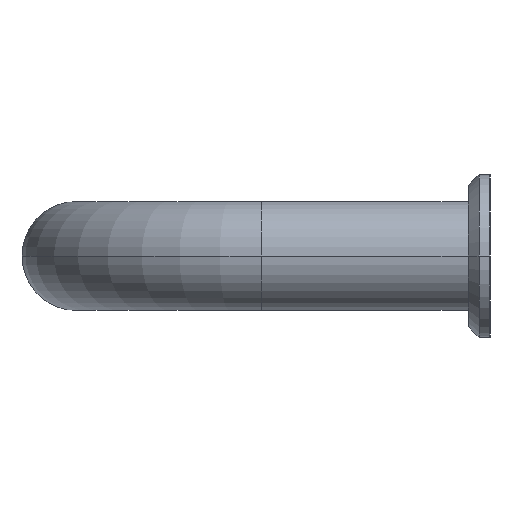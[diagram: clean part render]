
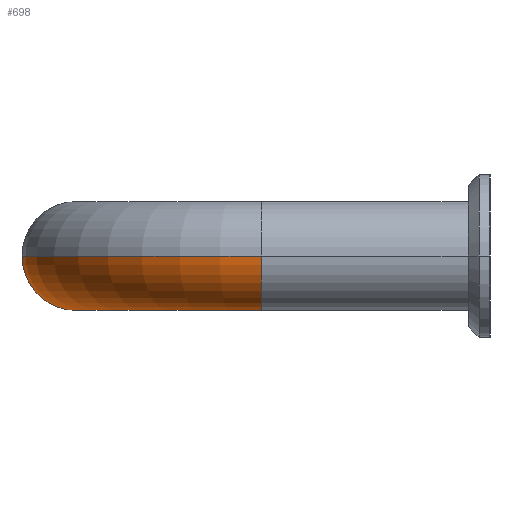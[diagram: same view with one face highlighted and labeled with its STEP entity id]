
A CAD part, left-side view. The second image highlights one B-rep face of the part: STEP entity #698.
In plain terms, the highlighted toroidal (fillet/blend) face has major radius 17 mm and minor radius 5 mm.
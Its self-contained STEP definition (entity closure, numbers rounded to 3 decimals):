
#288=EDGE_CURVE('',#414,#452,#794,.T.);
#370=VERTEX_POINT('',#882);
#374=EDGE_CURVE('',#618,#470,#886,.T.);
#414=VERTEX_POINT('',#929);
#426=EDGE_CURVE('',#370,#470,#941,.T.);
#434=EDGE_CURVE('',#452,#370,#949,.T.);
#452=VERTEX_POINT('',#968);
#468=EDGE_CURVE('',#618,#414,#986,.T.);
#470=VERTEX_POINT('',#988);
#618=VERTEX_POINT('',#1159);
#698=ADVANCED_FACE('',(#1259),#1260,.T.);
#794=CIRCLE('',#1361,5.0);
#882=CARTESIAN_POINT('',(17.0,43.0,0.));
#886=CIRCLE('',#1486,5.0);
#929=CARTESIAN_POINT('',(17.0,33.0,0.));
#941=CIRCLE('',#1565,22.0);
#949=CIRCLE('',#1578,5.0);
#968=CARTESIAN_POINT('',(17.0,38.0,-5.0));
#986=CIRCLE('',#1626,12.0);
#988=CARTESIAN_POINT('',(-5.0,21.0,0.));
#1159=CARTESIAN_POINT('',(5.0,21.0,0.0));
#1259=FACE_OUTER_BOUND('',#1963,.T.);
#1260=TOROIDAL_SURFACE('',#1964,17.0,5.0);
#1361=AXIS2_PLACEMENT_3D('',#2065,#2066,#2067);
#1486=AXIS2_PLACEMENT_3D('',#2177,#2178,#2179);
#1565=AXIS2_PLACEMENT_3D('',#2225,#2226,#2227);
#1578=AXIS2_PLACEMENT_3D('',#2230,#2231,#2232);
#1626=AXIS2_PLACEMENT_3D('',#2269,#2270,#2271);
#1963=EDGE_LOOP('',(#2660,#2661,#2662,#2663,#2664));
#1964=AXIS2_PLACEMENT_3D('',#2665,#2666,#2667);
#2065=CARTESIAN_POINT('',(17.0,38.0,0.0));
#2066=DIRECTION('',(1.0,0.0,0.0));
#2067=DIRECTION('',(0.0,1.0,0.0));
#2177=CARTESIAN_POINT('',(0.0,21.0,0.0));
#2178=DIRECTION('',(-0.0,1.0,0.0));
#2179=DIRECTION('',(1.0,0.0,0.0));
#2225=CARTESIAN_POINT('',(17.0,21.0,0.));
#2226=DIRECTION('',(0.0,0.0,1.0));
#2227=DIRECTION('',(1.0,0.0,0.0));
#2230=CARTESIAN_POINT('',(17.0,38.0,0.0));
#2231=DIRECTION('',(1.0,0.0,0.0));
#2232=DIRECTION('',(0.0,1.0,0.0));
#2269=CARTESIAN_POINT('',(17.0,21.0,0.));
#2270=DIRECTION('',(0.0,0.0,-1.0));
#2271=DIRECTION('',(1.0,0.0,0.0));
#2660=ORIENTED_EDGE('',*,*,#426,.F.);
#2661=ORIENTED_EDGE('',*,*,#434,.F.);
#2662=ORIENTED_EDGE('',*,*,#288,.F.);
#2663=ORIENTED_EDGE('',*,*,#468,.F.);
#2664=ORIENTED_EDGE('',*,*,#374,.T.);
#2665=CARTESIAN_POINT('',(17.0,21.0,0.0));
#2666=DIRECTION('',(0.0,0.0,1.0));
#2667=DIRECTION('',(1.0,0.0,0.0));
